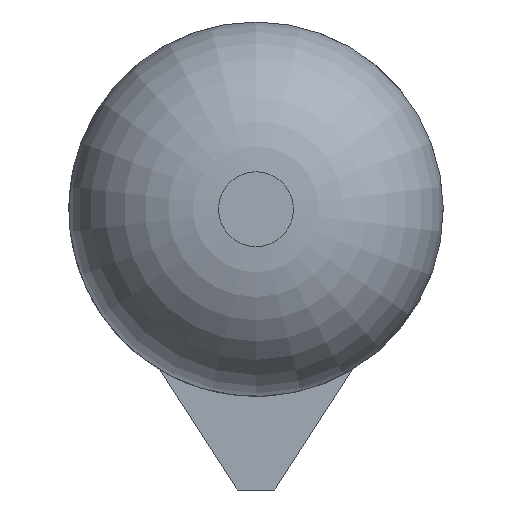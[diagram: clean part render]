
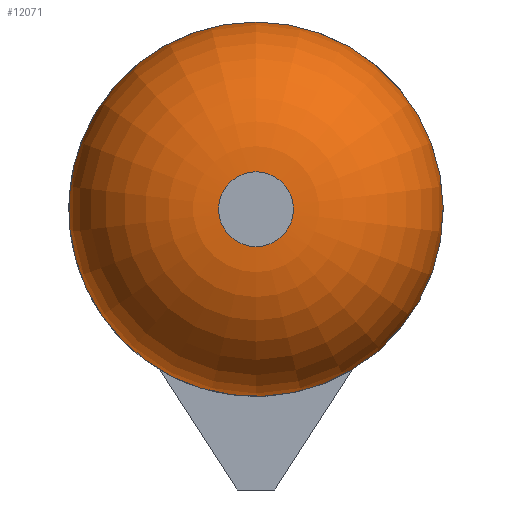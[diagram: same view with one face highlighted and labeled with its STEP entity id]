
A CAD part, front view. The second image highlights one B-rep face of the part: STEP entity #12071.
In plain terms, the highlighted toroidal (fillet/blend) face has major radius 2 mm and minor radius 8 mm.
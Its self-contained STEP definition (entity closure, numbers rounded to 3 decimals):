
#222 = AXIS2_PLACEMENT_3D ( 'NONE', #10125, #7042, #4960 ) ;
#336 = TOROIDAL_SURFACE ( 'NONE', #222, 2., 8. ) ;
#1696 = DIRECTION ( 'NONE',  ( 0., 1., 0. ) ) ;
#1776 = FACE_OUTER_BOUND ( 'NONE', #13286, .T. ) ;
#1843 = EDGE_CURVE ( 'NONE', #11770, #11770, #5737, .T. ) ;
#2213 = EDGE_LOOP ( 'NONE', ( #5076 ) ) ;
#3762 = AXIS2_PLACEMENT_3D ( 'NONE', #9026, #1696, #6932 ) ;
#4266 = ORIENTED_EDGE ( 'NONE', *, *, #1843, .F. ) ;
#4960 = DIRECTION ( 'NONE',  ( 0., 0., 1. ) ) ;
#5076 = ORIENTED_EDGE ( 'NONE', *, *, #9135, .F. ) ;
#5606 = AXIS2_PLACEMENT_3D ( 'NONE', #5728, #10869, #12948 ) ;
#5690 = CARTESIAN_POINT ( 'NONE',  ( 0., 0., 2. ) ) ;
#5728 = CARTESIAN_POINT ( 'NONE',  ( 0., 0., 0. ) ) ;
#5737 = CIRCLE ( 'NONE', #5606, 2. ) ;
#6932 = DIRECTION ( 'NONE',  ( 0., 0., 1. ) ) ;
#7042 = DIRECTION ( 'NONE',  ( 0., 1., 0. ) ) ;
#9026 = CARTESIAN_POINT ( 'NONE',  ( 0., 8., 0. ) ) ;
#9135 = EDGE_CURVE ( 'NONE', #10972, #10972, #9817, .T. ) ;
#9817 = CIRCLE ( 'NONE', #3762, 10. ) ;
#10125 = CARTESIAN_POINT ( 'NONE',  ( 0., 8., 0. ) ) ;
#10869 = DIRECTION ( 'NONE',  ( 0., -1., 0. ) ) ;
#10972 = VERTEX_POINT ( 'NONE', #13042 ) ;
#11353 = FACE_OUTER_BOUND ( 'NONE', #2213, .T. ) ;
#11770 = VERTEX_POINT ( 'NONE', #5690 ) ;
#12071 = ADVANCED_FACE ( 'NONE', ( #1776, #11353 ), #336, .T. ) ;
#12948 = DIRECTION ( 'NONE',  ( 0., 0., 1. ) ) ;
#13042 = CARTESIAN_POINT ( 'NONE',  ( 0., 8., 10. ) ) ;
#13286 = EDGE_LOOP ( 'NONE', ( #4266 ) ) ;
